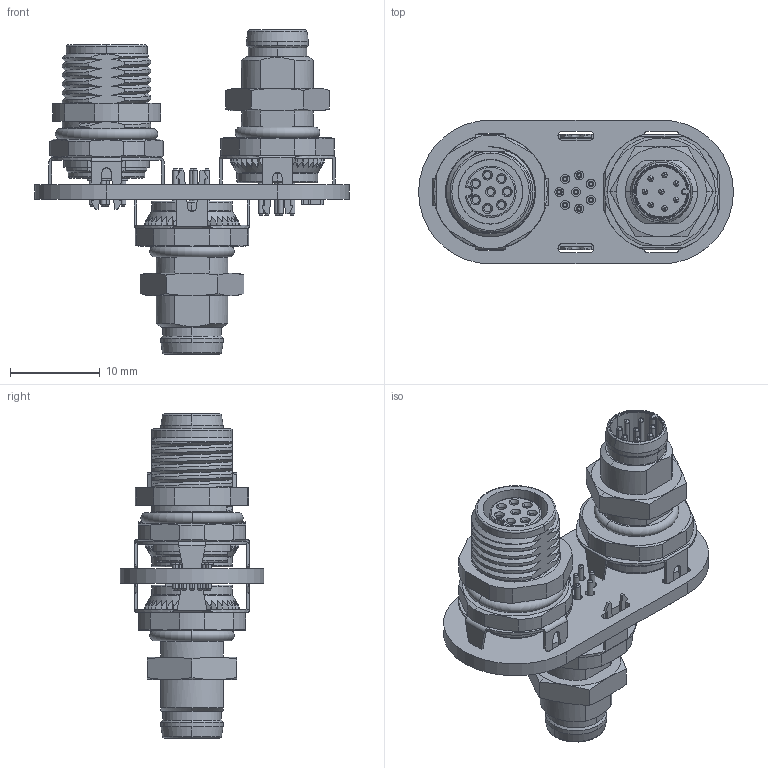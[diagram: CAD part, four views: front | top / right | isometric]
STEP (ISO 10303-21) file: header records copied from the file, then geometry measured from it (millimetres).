
FILE_DESCRIPTION(('Open CASCADE Model'),'2;1');
FILE_NAME('Open CASCADE Shape Model','2024-03-04T07:54:22',('Author'),( 'Open CASCADE'),'Open CASCADE STEP processor 7.5','Open CASCADE 7.5' ,'Unknown');
FILE_SCHEMA(('AUTOMOTIVE_DESIGN { 1 0 10303 214 1 1 1 1 }'));
Length unit declared in the file: millimetre
Products named in the file (17): PCB; Board; Open CASCADE STEP translator 7.5 1.1.1; R3; 5952267120; Extruded; 5952264560; R1; 5952266640; J4; 1424236; J3; 08-3203-08-XXX; J2
Assembly tree (20 placements, depth 4):
  PCB
    Board
      Open CASCADE STEP translator 7.5 1.1.1
    R3
      5952267120  x2
        Extruded
      5952264560
        Extruded
    R1
      5952267120  x2
        Extruded
      5952266640
        Extruded
    J4
      1424236
        1424236
    J3
      08-3203-08-XXX
    J2
      1424236
        1424236
Bounding box: 35 x 16 x 36.02 mm (x, y, z)
Volume: 3826.9 mm3; surface area: 5710.4 mm2
Topology: 10 solids, 12 shells, 1319 faces, 3517 edges, 2257 vertices
Faces by surface type: plane 517, cylinder 488, cone 175, sphere 66, torus 43, bspline 30
Full cylindrical faces by diameter (mm): 0.8 x8, 1 x16
Entity records: 31402 total; most frequent: CARTESIAN_POINT 8782, DIRECTION 4733, ORIENTED_EDGE 4636, EDGE_CURVE 2318, AXIS2_PLACEMENT_3D 1843, VERTEX_POINT 1512, FACE_BOUND 1050, EDGE_LOOP 1050
